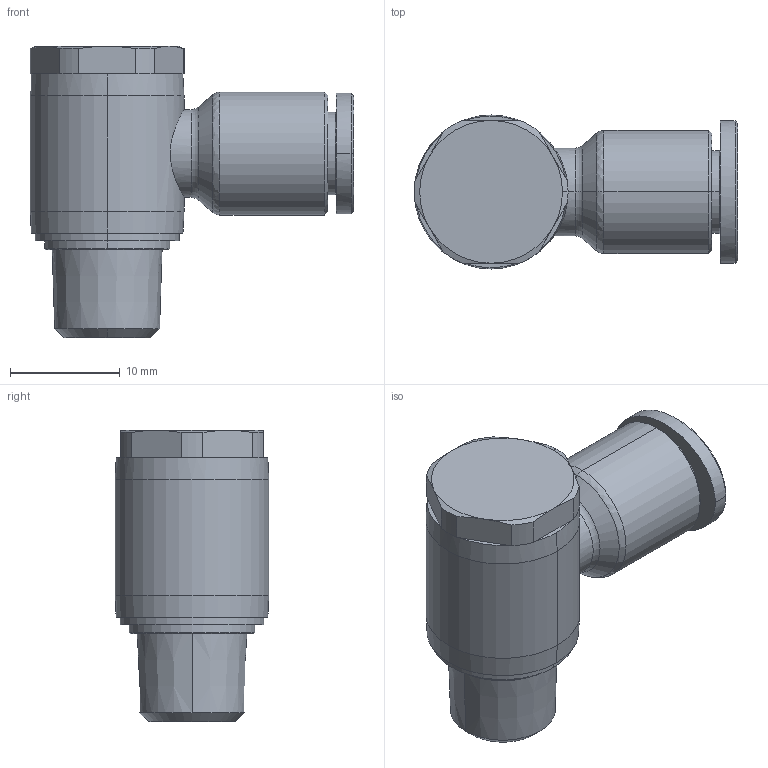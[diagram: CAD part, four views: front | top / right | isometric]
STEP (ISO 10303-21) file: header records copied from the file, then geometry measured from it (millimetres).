
FILE_DESCRIPTION (( 'STEP AP214' ), '1' );
FILE_NAME ('PH06-01.stp', '2015-08-26T14:39:54', ( '' ), ( '' ), 'SwSTEP 2.0', 'SolidWorks 2015', '' );
FILE_SCHEMA (( 'AUTOMOTIVE_DESIGN' ));
Length unit declared in the file: millimetre
Products named in the file (2): PH06-01; ｦ+ﾃｦ1
Assembly tree (1 placements, depth 2):
  PH06-01
    ｦ+ﾃｦ1
Bounding box: 29.45 x 14 x 26.5 mm (x, y, z)
Volume: 3734.2 mm3; surface area: 2744.5 mm2
Topology: 1 solids, 1 shells, 286 faces, 760 edges, 492 vertices
Faces by surface type: plane 191, bspline 34, cylinder 32, cone 27, torus 2
Entity records: 10847 total; most frequent: CARTESIAN_POINT 3168, ORIENTED_EDGE 1516, DIRECTION 1287, EDGE_CURVE 758, LINE 557, VECTOR 557, VERTEX_POINT 492, AXIS2_PLACEMENT_3D 365
